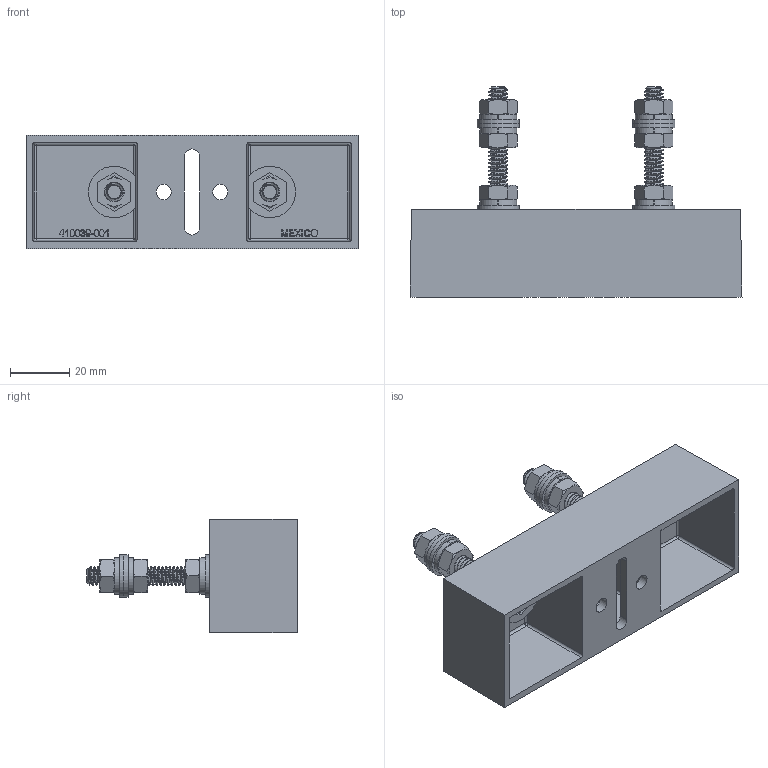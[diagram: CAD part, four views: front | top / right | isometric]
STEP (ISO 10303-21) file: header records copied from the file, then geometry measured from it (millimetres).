
FILE_DESCRIPTION (( 'STEP AP214' ), '1' );
FILE_NAME ('701323revA.STEP', '2014-04-03T18:48:04', ( '' ), ( '' ), 'SwSTEP 2.0', 'SolidWorks 2013', '' );
FILE_SCHEMA (( 'AUTOMOTIVE_DESIGN' ));
Length unit declared in the file: inch
Products named in the file (1): 701323revA
Bounding box: 111.76 x 70.87 x 38.1 mm (x, y, z)
Surface area: 33595 mm2 (no closed solid volume)
Topology: 0 solids, 25 shells, 236 faces, 747 edges, 526 vertices
Faces by surface type: plane 98, cone 76, cylinder 44, sphere 12, bspline 6
Full cylindrical faces by diameter (mm): 5.156 x2, 14.275 x6
Entity records: 24833 total; most frequent: CARTESIAN_POINT 16004, ORIENTED_EDGE 1099, DIRECTION 1070, EDGE_CURVE 699, VERTEX_POINT 510, AXIS2_PLACEMENT_3D 401, EDGE_LOOP 289, VECTOR 268
